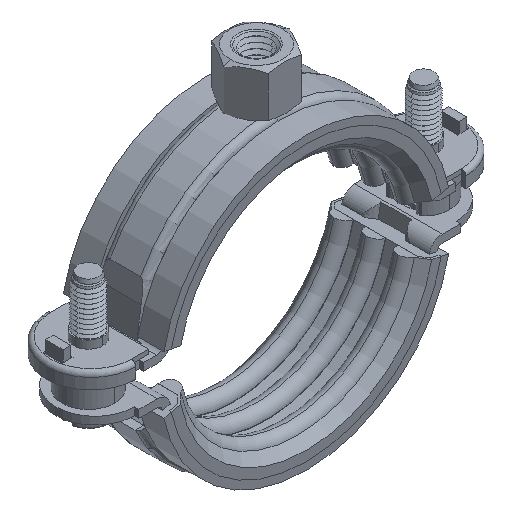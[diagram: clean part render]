
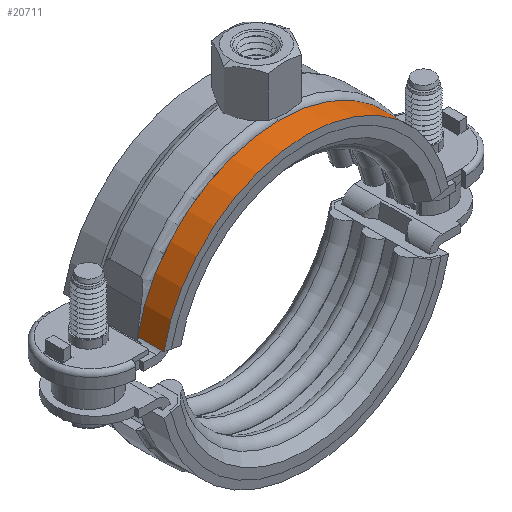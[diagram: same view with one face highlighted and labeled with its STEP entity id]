
A CAD part, isometric view. The second image highlights one B-rep face of the part: STEP entity #20711.
In plain terms, the highlighted cylindrical face has radius 33.25 mm (diameter 66.5 mm), a partial arc.
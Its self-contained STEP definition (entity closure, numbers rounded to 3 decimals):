
#20653=CARTESIAN_POINT('',(134.642,127.233,5.5));
#20654=VERTEX_POINT('',#20653);
#20661=CARTESIAN_POINT('',(199.821,127.233,5.5));
#20662=VERTEX_POINT('',#20661);
#20663=CARTESIAN_POINT('',(167.232,120.637,5.5));
#20664=DIRECTION('',(0.0,0.0,1.0));
#20665=DIRECTION('',(1.0,0.0,0.0));
#20666=AXIS2_PLACEMENT_3D('',#20663,#20664,#20665);
#20667=CIRCLE('',#20666,33.25);
#20668=EDGE_CURVE('',#20662,#20654,#20667,.T.);
#20680=CARTESIAN_POINT('',(167.232,120.637,8.5));
#20681=DIRECTION('',(0.0,0.0,1.0));
#20682=DIRECTION('',(1.0,0.0,0.0));
#20683=AXIS2_PLACEMENT_3D('',#20680,#20681,#20682);
#20684=CYLINDRICAL_SURFACE('',#20683,33.25);
#20685=CARTESIAN_POINT('',(134.642,127.233,11.5));
#20686=VERTEX_POINT('',#20685);
#20687=CARTESIAN_POINT('',(134.642,127.233,5.5));
#20688=DIRECTION('',(0.0,0.0,1.0));
#20689=VECTOR('',#20688,6.);
#20690=LINE('',#20687,#20689);
#20691=EDGE_CURVE('',#20654,#20686,#20690,.T.);
#20692=ORIENTED_EDGE('',*,*,#20691,.T.);
#20693=CARTESIAN_POINT('',(199.821,127.233,11.5));
#20694=VERTEX_POINT('',#20693);
#20695=CARTESIAN_POINT('',(167.232,120.637,11.5));
#20696=DIRECTION('',(0.0,0.0,1.0));
#20697=DIRECTION('',(1.0,0.0,0.0));
#20698=AXIS2_PLACEMENT_3D('',#20695,#20696,#20697);
#20699=CIRCLE('',#20698,33.25);
#20700=EDGE_CURVE('',#20694,#20686,#20699,.T.);
#20701=ORIENTED_EDGE('',*,*,#20700,.F.);
#20702=CARTESIAN_POINT('',(199.821,127.233,5.5));
#20703=DIRECTION('',(0.0,0.0,1.0));
#20704=VECTOR('',#20703,6.);
#20705=LINE('',#20702,#20704);
#20706=EDGE_CURVE('',#20662,#20694,#20705,.T.);
#20707=ORIENTED_EDGE('',*,*,#20706,.F.);
#20708=ORIENTED_EDGE('',*,*,#20668,.T.);
#20709=EDGE_LOOP('',(#20692,#20701,#20707,#20708));
#20710=FACE_OUTER_BOUND('',#20709,.T.);
#20711=ADVANCED_FACE('',(#20710),#20684,.T.);
